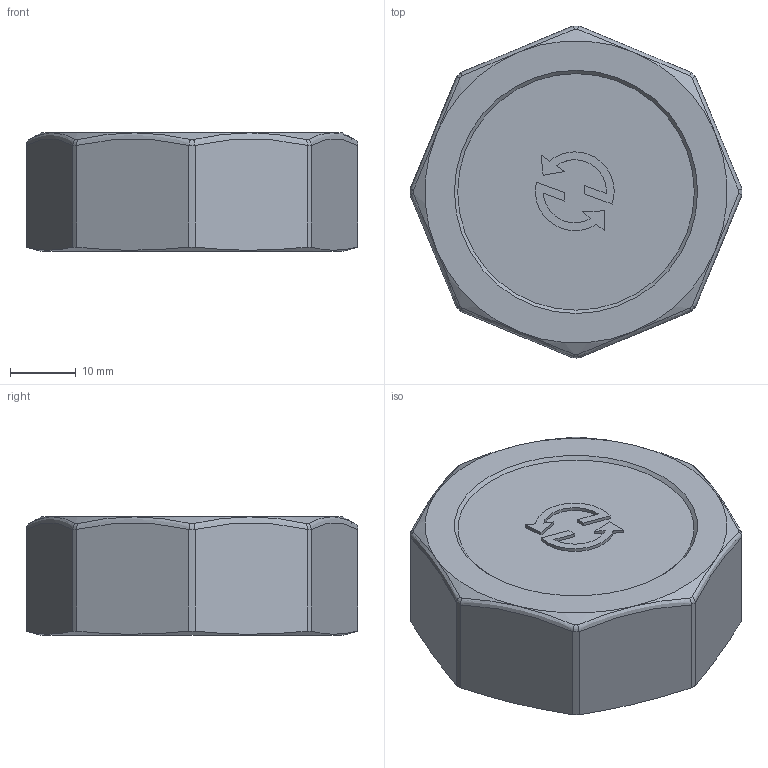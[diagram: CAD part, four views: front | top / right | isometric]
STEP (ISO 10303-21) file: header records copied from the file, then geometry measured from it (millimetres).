
FILE_DESCRIPTION(/* description */ (''),/* implementation_level */ '2;1');
FILE_NAME(/* name */ 'vk_114_ms.stp',/* time_stamp */ '2020-01-13T10:59:24+01:00',/* author */ ('leitheußer'),/* organization */ (''),/* preprocessor_version */ 'ST-DEVELOPER v15.6',/* originating_system */ 'Autodesk Inventor LT ',/* authorisation */ '');
FILE_SCHEMA (('AUTOMOTIVE_DESIGN { 1 0 10303 214 3 1 1 }'));
Length unit declared in the file: millimetre
Products named in the file (1): 260041H120000A
Bounding box: 50.5 x 50.5 x 18 mm (x, y, z)
Volume: 13747.3 mm3; surface area: 8092.6 mm2
Topology: 1 solids, 1 shells, 68 faces, 180 edges, 118 vertices
Faces by surface type: plane 28, cylinder 13, cone 11, torus 8, bspline 8
Full cylindrical faces by diameter (mm): 39.4 x1
Entity records: 2741 total; most frequent: CARTESIAN_POINT 1179, ORIENTED_EDGE 344, DIRECTION 276, EDGE_CURVE 172, VERTEX_POINT 114, AXIS2_PLACEMENT_3D 107, EDGE_LOOP 76, FACE_OUTER_BOUND 68
